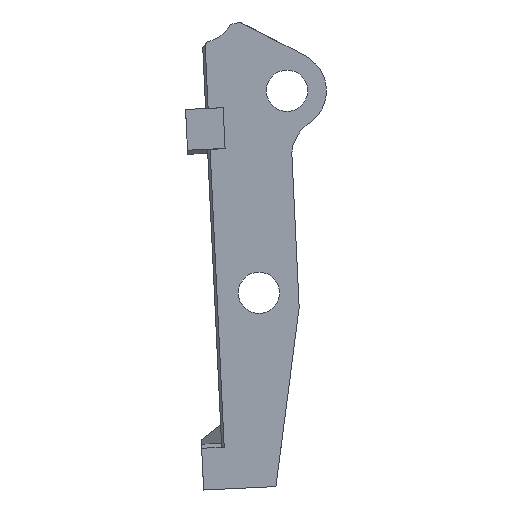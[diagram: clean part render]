
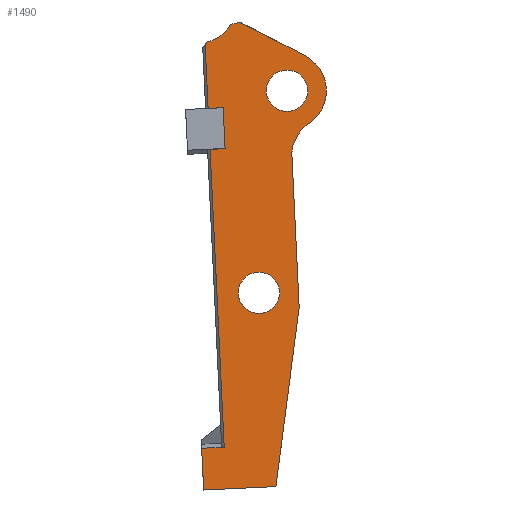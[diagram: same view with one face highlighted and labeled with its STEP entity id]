
A CAD part, front view. The second image highlights one B-rep face of the part: STEP entity #1490.
In plain terms, the highlighted planar face has unit normal (0, -1, 0).
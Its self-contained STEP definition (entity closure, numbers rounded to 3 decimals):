
#36=FACE_BOUND('',#167,.T.);
#37=FACE_BOUND('',#168,.T.);
#44=ELLIPSE('',#1585,21.295,20.667);
#45=ELLIPSE('',#1586,2.809,2.7);
#46=ELLIPSE('',#1587,12.068,11.781);
#57=CIRCLE('',#1582,2.);
#58=CIRCLE('',#1583,2.);
#59=CIRCLE('',#1584,3.15);
#60=CIRCLE('',#1588,1.65);
#61=CIRCLE('',#1589,1.65);
#89=FACE_OUTER_BOUND('',#166,.T.);
#166=EDGE_LOOP('',(#986,#987,#988,#989,#990,#991,#992,#993,#994,#995,#996,
#997,#998,#999,#1000,#1001,#1002,#1003,#1004));
#167=EDGE_LOOP('',(#1005));
#168=EDGE_LOOP('',(#1006));
#253=LINE('',#2132,#431);
#256=LINE('',#2137,#434);
#257=LINE('',#2139,#435);
#258=LINE('',#2141,#436);
#259=LINE('',#2143,#437);
#260=LINE('',#2145,#438);
#261=LINE('',#2147,#439);
#262=LINE('',#2149,#440);
#263=LINE('',#2151,#441);
#264=LINE('',#2155,#442);
#265=LINE('',#2159,#443);
#266=LINE('',#2163,#444);
#267=LINE('',#2170,#445);
#431=VECTOR('',#1709,10.);
#434=VECTOR('',#1714,10.);
#435=VECTOR('',#1715,10.);
#436=VECTOR('',#1716,10.);
#437=VECTOR('',#1717,10.);
#438=VECTOR('',#1718,10.);
#439=VECTOR('',#1719,3.971);
#440=VECTOR('',#1720,14.306);
#441=VECTOR('',#1721,12.155);
#442=VECTOR('',#1724,0.66);
#443=VECTOR('',#1727,1.928);
#444=VECTOR('',#1730,7.67);
#445=VECTOR('',#1737,35.504);
#609=VERTEX_POINT('',#2130);
#610=VERTEX_POINT('',#2131);
#611=VERTEX_POINT('',#2136);
#612=VERTEX_POINT('',#2138);
#613=VERTEX_POINT('',#2140);
#614=VERTEX_POINT('',#2142);
#615=VERTEX_POINT('',#2144);
#616=VERTEX_POINT('',#2146);
#617=VERTEX_POINT('',#2148);
#618=VERTEX_POINT('',#2150);
#619=VERTEX_POINT('',#2152);
#620=VERTEX_POINT('',#2154);
#621=VERTEX_POINT('',#2156);
#622=VERTEX_POINT('',#2158);
#623=VERTEX_POINT('',#2160);
#624=VERTEX_POINT('',#2162);
#625=VERTEX_POINT('',#2164);
#626=VERTEX_POINT('',#2166);
#627=VERTEX_POINT('',#2168);
#628=VERTEX_POINT('',#2171);
#629=VERTEX_POINT('',#2173);
#757=EDGE_CURVE('',#609,#610,#253,.T.);
#760=EDGE_CURVE('',#611,#609,#256,.T.);
#761=EDGE_CURVE('',#610,#612,#257,.T.);
#762=EDGE_CURVE('',#613,#612,#258,.T.);
#763=EDGE_CURVE('',#613,#614,#259,.T.);
#764=EDGE_CURVE('',#615,#614,#260,.T.);
#765=EDGE_CURVE('',#615,#616,#261,.T.);
#766=EDGE_CURVE('',#616,#617,#262,.T.);
#767=EDGE_CURVE('',#618,#617,#263,.T.);
#768=EDGE_CURVE('',#618,#619,#57,.T.);
#769=EDGE_CURVE('',#619,#620,#264,.T.);
#770=EDGE_CURVE('',#620,#621,#58,.T.);
#771=EDGE_CURVE('',#621,#622,#265,.T.);
#772=EDGE_CURVE('',#622,#623,#59,.T.);
#773=EDGE_CURVE('',#623,#624,#266,.T.);
#774=EDGE_CURVE('',#625,#624,#44,.T.);
#775=EDGE_CURVE('',#626,#625,#45,.F.);
#776=EDGE_CURVE('',#626,#627,#46,.T.);
#777=EDGE_CURVE('',#611,#627,#267,.T.);
#778=EDGE_CURVE('',#628,#628,#60,.T.);
#779=EDGE_CURVE('',#629,#629,#61,.T.);
#986=ORIENTED_EDGE('',*,*,#760,.T.);
#987=ORIENTED_EDGE('',*,*,#757,.T.);
#988=ORIENTED_EDGE('',*,*,#761,.T.);
#989=ORIENTED_EDGE('',*,*,#762,.F.);
#990=ORIENTED_EDGE('',*,*,#763,.T.);
#991=ORIENTED_EDGE('',*,*,#764,.F.);
#992=ORIENTED_EDGE('',*,*,#765,.T.);
#993=ORIENTED_EDGE('',*,*,#766,.T.);
#994=ORIENTED_EDGE('',*,*,#767,.F.);
#995=ORIENTED_EDGE('',*,*,#768,.T.);
#996=ORIENTED_EDGE('',*,*,#769,.T.);
#997=ORIENTED_EDGE('',*,*,#770,.T.);
#998=ORIENTED_EDGE('',*,*,#771,.T.);
#999=ORIENTED_EDGE('',*,*,#772,.T.);
#1000=ORIENTED_EDGE('',*,*,#773,.T.);
#1001=ORIENTED_EDGE('',*,*,#774,.F.);
#1002=ORIENTED_EDGE('',*,*,#775,.F.);
#1003=ORIENTED_EDGE('',*,*,#776,.T.);
#1004=ORIENTED_EDGE('',*,*,#777,.F.);
#1005=ORIENTED_EDGE('',*,*,#778,.F.);
#1006=ORIENTED_EDGE('',*,*,#779,.F.);
#1430=PLANE('',#1581);
#1490=ADVANCED_FACE('',(#89,#36,#37),#1430,.T.);
#1581=AXIS2_PLACEMENT_3D('',#2135,#1712,#1713);
#1582=AXIS2_PLACEMENT_3D('',#2153,#1722,#1723);
#1583=AXIS2_PLACEMENT_3D('',#2157,#1725,#1726);
#1584=AXIS2_PLACEMENT_3D('',#2161,#1728,#1729);
#1585=AXIS2_PLACEMENT_3D('',#2165,#1731,#1732);
#1586=AXIS2_PLACEMENT_3D('',#2167,#1733,#1734);
#1587=AXIS2_PLACEMENT_3D('',#2169,#1735,#1736);
#1588=AXIS2_PLACEMENT_3D('',#2172,#1738,#1739);
#1589=AXIS2_PLACEMENT_3D('',#2174,#1740,#1741);
#1709=DIRECTION('',(0.047,0.,-0.999));
#1712=DIRECTION('center_axis',(0.,-1.,0.));
#1713=DIRECTION('ref_axis',(0.047,0.,-0.999));
#1714=DIRECTION('',(0.999,0.,0.047));
#1715=DIRECTION('',(-0.999,0.,-0.047));
#1716=DIRECTION('',(-0.047,0.,0.999));
#1717=DIRECTION('',(-0.999,0.,-0.047));
#1718=DIRECTION('',(-0.047,0.,0.999));
#1719=DIRECTION('',(0.999,0.,0.047));
#1720=DIRECTION('',(0.129,0.,0.992));
#1721=DIRECTION('',(0.047,0.,-0.999));
#1722=DIRECTION('center_axis',(0.,1.,0.));
#1723=DIRECTION('ref_axis',(0.,0.,1.));
#1724=DIRECTION('',(0.458,0.,0.889));
#1725=DIRECTION('center_axis',(0.,1.,0.));
#1726=DIRECTION('ref_axis',(0.,0.,1.));
#1727=DIRECTION('',(0.841,0.,0.54));
#1728=DIRECTION('center_axis',(0.,-1.,0.));
#1729=DIRECTION('ref_axis',(-0.999,0.,-0.047));
#1730=DIRECTION('',(-0.889,0.,0.458));
#1731=DIRECTION('center_axis',(0.,-1.,0.));
#1732=DIRECTION('ref_axis',(0.515,0.,0.857));
#1733=DIRECTION('center_axis',(0.,1.,0.));
#1734=DIRECTION('ref_axis',(0.612,0.,-0.791));
#1735=DIRECTION('center_axis',(0.,1.,0.));
#1736=DIRECTION('ref_axis',(-0.999,0.,-0.039));
#1737=DIRECTION('',(-0.047,0.,0.999));
#1738=DIRECTION('center_axis',(0.,-1.,0.));
#1739=DIRECTION('ref_axis',(0.,0.,-1.));
#1740=DIRECTION('center_axis',(0.,-1.,0.));
#1741=DIRECTION('ref_axis',(0.,0.,-1.));
#2130=CARTESIAN_POINT('',(-30.092,0.2,33.651));
#2131=CARTESIAN_POINT('',(-29.937,0.2,30.383));
#2132=CARTESIAN_POINT('',(-29.972,0.2,31.128));
#2135=CARTESIAN_POINT('Origin',(-32.331,0.2,30.203));
#2136=CARTESIAN_POINT('',(-31.29,0.2,33.594));
#2137=CARTESIAN_POINT('',(-32.789,0.2,33.523));
#2138=CARTESIAN_POINT('',(-31.135,0.2,30.326));
#2139=CARTESIAN_POINT('',(-32.634,0.2,30.255));
#2140=CARTESIAN_POINT('',(-30.008,0.2,6.562));
#2141=CARTESIAN_POINT('',(-30.791,0.2,23.072));
#2142=CARTESIAN_POINT('',(-31.806,0.2,6.477));
#2143=CARTESIAN_POINT('',(-30.308,0.2,6.548));
#2144=CARTESIAN_POINT('',(-31.648,0.2,3.149));
#2145=CARTESIAN_POINT('',(-31.858,0.2,7.576));
#2146=CARTESIAN_POINT('',(-25.884,0.2,3.423));
#2147=CARTESIAN_POINT('',(-29.85,0.2,3.234));
#2148=CARTESIAN_POINT('',(-24.029,0.2,17.697));
#2149=CARTESIAN_POINT('',(-25.884,0.2,3.423));
#2150=CARTESIAN_POINT('',(-24.609,0.2,29.926));
#2151=CARTESIAN_POINT('',(-24.609,0.2,29.926));
#2152=CARTESIAN_POINT('',(-24.389,0.2,30.938));
#2153=CARTESIAN_POINT('Origin',(-22.611,0.2,30.021));
#2154=CARTESIAN_POINT('',(-24.086,0.2,31.525));
#2155=CARTESIAN_POINT('',(-24.389,0.2,30.938));
#2156=CARTESIAN_POINT('',(-23.39,0.2,32.291));
#2157=CARTESIAN_POINT('Origin',(-22.309,0.2,30.608));
#2158=CARTESIAN_POINT('',(-23.297,0.2,32.35));
#2159=CARTESIAN_POINT('',(-23.39,0.2,32.291));
#2160=CARTESIAN_POINT('',(-23.556,0.2,37.8));
#2161=CARTESIAN_POINT('Origin',(-25.,0.2,35.));
#2162=CARTESIAN_POINT('',(-28.762,0.2,40.485));
#2163=CARTESIAN_POINT('',(-21.94,0.2,36.966));
#2164=CARTESIAN_POINT('',(-29.501,0.2,40.278));
#2165=CARTESIAN_POINT('Origin',(-34.182,0.2,60.736));
#2166=CARTESIAN_POINT('',(-31.356,0.2,38.918));
#2167=CARTESIAN_POINT('Origin',(-31.935,0.2,41.645));
#2168=CARTESIAN_POINT('',(-31.533,0.2,38.698));
#2169=CARTESIAN_POINT('Origin',(-40.943,0.2,46.055));
#2170=CARTESIAN_POINT('',(-31.533,0.2,38.698));
#2171=CARTESIAN_POINT('',(-27.238,0.2,20.526));
#2172=CARTESIAN_POINT('Origin',(-27.238,0.2,18.876));
#2173=CARTESIAN_POINT('',(-25.,0.2,36.65));
#2174=CARTESIAN_POINT('Origin',(-25.,0.2,35.));
